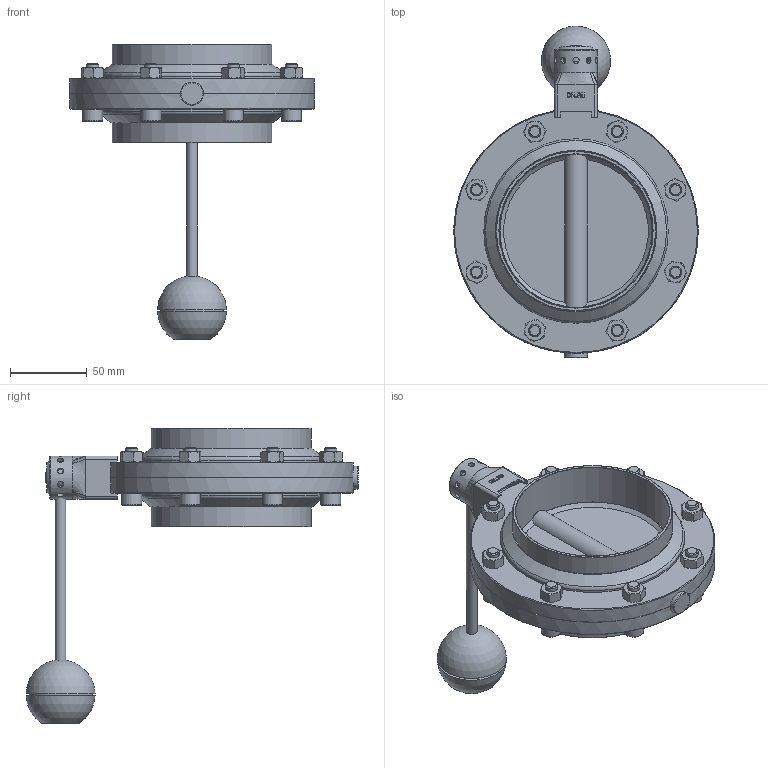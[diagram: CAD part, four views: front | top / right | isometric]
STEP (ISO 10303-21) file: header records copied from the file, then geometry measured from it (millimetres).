
FILE_DESCRIPTION(/* description */ (''),/* implementation_level */ '2;1');
FILE_NAME(/* name */ 'DN100_3D_STEP.stp',/* time_stamp */ '2024-10-29T16:30:46+03:00',/* author */ ('igorr'),/* organization */ (''),/* preprocessor_version */ 'ST-DEVELOPER v20',/* originating_system */ 'Autodesk Inventor 2025',/* authorisation */ '');
FILE_SCHEMA (('AUTOMOTIVE_DESIGN { 1 0 10303 214 3 1 1 }'));
Length unit declared in the file: millimetre
Products named in the file (5): Сборка; Деталь1; Деталь2; AS 1112 - M8  Тип 5; AS 1420 - 1973 - M8 x 30
Assembly tree (18 placements, depth 2):
  Сборка
    Деталь1
    Деталь2
    AS 1112 - M8  Тип 5  x8
    AS 1420 - 1973 - M8 x 30  x8
Bounding box: 159 x 215.94 x 192 mm (x, y, z)
Volume: 437924.2 mm3; surface area: 136292.4 mm2
Topology: 18 solids, 19 shells, 530 faces, 1360 edges, 878 vertices
Faces by surface type: plane 239, cone 135, cylinder 87, bspline 35, torus 32, sphere 2
Full cylindrical faces by diameter (mm): 4 x10, 6.647 x8, 7 x2, 8 x24, 13 x8, 15 x3, 23 x2, 28 x1, 41 x1, 99.6 x2, 100 x2, 104 x2, 120 x2
Entity records: 10800 total; most frequent: CARTESIAN_POINT 3493, ORIENTED_EDGE 1514, DIRECTION 1297, EDGE_CURVE 757, VERTEX_POINT 507, AXIS2_PLACEMENT_3D 469, LINE 359, VECTOR 359
